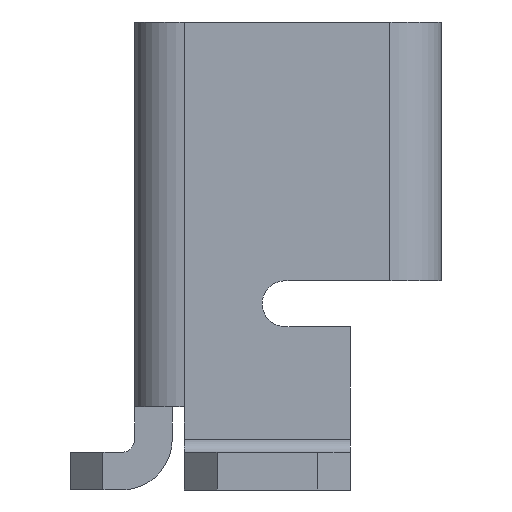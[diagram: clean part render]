
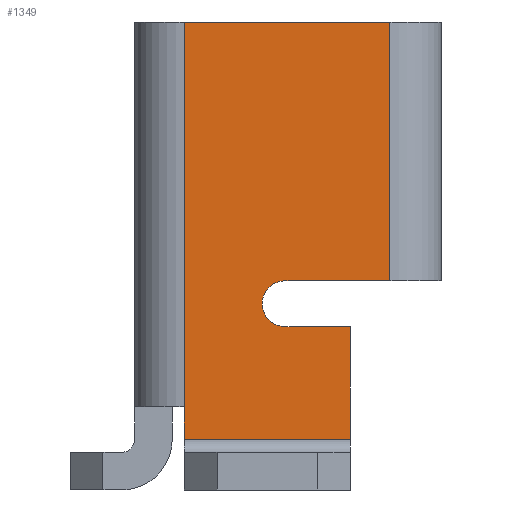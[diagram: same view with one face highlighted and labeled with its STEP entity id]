
A CAD part, front view. The second image highlights one B-rep face of the part: STEP entity #1349.
In plain terms, the highlighted planar face has unit normal (0, -1, 0).
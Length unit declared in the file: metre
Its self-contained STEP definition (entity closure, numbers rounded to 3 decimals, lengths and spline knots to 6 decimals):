
#70=LINE('',#2035,#230);
#71=LINE('',#2037,#231);
#72=LINE('',#2039,#232);
#73=LINE('',#2041,#233);
#74=LINE('',#2043,#234);
#75=LINE('',#2045,#235);
#76=LINE('',#2047,#236);
#77=LINE('',#2049,#237);
#230=VECTOR('',#1619,1.);
#231=VECTOR('',#1620,1.);
#232=VECTOR('',#1621,1.);
#233=VECTOR('',#1622,1.);
#234=VECTOR('',#1623,1.);
#235=VECTOR('',#1624,1.);
#236=VECTOR('',#1625,1.);
#237=VECTOR('',#1626,1.);
#406=ORIENTED_EDGE('',*,*,#808,.F.);
#407=ORIENTED_EDGE('',*,*,#809,.T.);
#408=ORIENTED_EDGE('',*,*,#810,.T.);
#409=ORIENTED_EDGE('',*,*,#811,.F.);
#410=ORIENTED_EDGE('',*,*,#812,.F.);
#411=ORIENTED_EDGE('',*,*,#813,.F.);
#412=ORIENTED_EDGE('',*,*,#814,.T.);
#413=ORIENTED_EDGE('',*,*,#815,.T.);
#414=ORIENTED_EDGE('',*,*,#816,.T.);
#808=EDGE_CURVE('',#1006,#1007,#1110,.T.);
#809=EDGE_CURVE('',#1006,#1008,#70,.T.);
#810=EDGE_CURVE('',#1008,#1009,#71,.T.);
#811=EDGE_CURVE('',#1010,#1009,#72,.T.);
#812=EDGE_CURVE('',#1011,#1010,#73,.T.);
#813=EDGE_CURVE('',#1012,#1011,#74,.T.);
#814=EDGE_CURVE('',#1012,#1013,#75,.T.);
#815=EDGE_CURVE('',#1013,#1014,#76,.T.);
#816=EDGE_CURVE('',#1014,#1007,#77,.T.);
#1006=VERTEX_POINT('',#2033);
#1007=VERTEX_POINT('',#2034);
#1008=VERTEX_POINT('',#2036);
#1009=VERTEX_POINT('',#2038);
#1010=VERTEX_POINT('',#2040);
#1011=VERTEX_POINT('',#2042);
#1012=VERTEX_POINT('',#2044);
#1013=VERTEX_POINT('',#2046);
#1014=VERTEX_POINT('',#2048);
#1110=CIRCLE('',#1447,0.00035);
#1149=EDGE_LOOP('',(#406,#407,#408,#409,#410,#411,#412,#413,#414));
#1223=FACE_BOUND('',#1149,.T.);
#1295=PLANE('',#1446);
#1349=ADVANCED_FACE('',(#1223),#1295,.T.);
#1446=AXIS2_PLACEMENT_3D('',#2031,#1615,#1616);
#1447=AXIS2_PLACEMENT_3D('',#2032,#1617,#1618);
#1615=DIRECTION('',(0.,-1.,0.));
#1616=DIRECTION('',(0.,0.,-1.));
#1617=DIRECTION('',(0.,-1.,0.));
#1618=DIRECTION('',(0.,0.,-1.));
#1619=DIRECTION('',(1.,0.,0.));
#1620=DIRECTION('',(0.,0.,1.));
#1621=DIRECTION('',(1.,0.,0.));
#1622=DIRECTION('',(0.,0.,1.));
#1623=DIRECTION('',(0.,0.,1.));
#1624=DIRECTION('',(1.,0.,0.));
#1625=DIRECTION('',(0.,0.,1.));
#1626=DIRECTION('',(-1.,0.,0.));
#2031=CARTESIAN_POINT('',(-0.004543,-0.001905,-0.252158));
#2032=CARTESIAN_POINT('',(-0.004575,-0.001905,0.00285));
#2033=CARTESIAN_POINT('',(-0.004575,-0.001905,0.0032));
#2034=CARTESIAN_POINT('',(-0.004575,-0.001905,0.0025));
#2035=CARTESIAN_POINT('',(-0.003075,-0.001905,0.0032));
#2036=CARTESIAN_POINT('',(-0.002971,-0.001905,0.0032));
#2037=CARTESIAN_POINT('',(-0.002971,-0.001905,-0.252158));
#2038=CARTESIAN_POINT('',(-0.002971,-0.001905,0.00716));
#2039=CARTESIAN_POINT('',(-0.004543,-0.001905,0.00716));
#2040=CARTESIAN_POINT('',(-0.006115,-0.001905,0.00716));
#2041=CARTESIAN_POINT('',(-0.006115,-0.001905,-0.252158));
#2042=CARTESIAN_POINT('',(-0.006115,-0.001905,0.001275));
#2043=CARTESIAN_POINT('',(-0.006115,-0.001905,0.001025));
#2044=CARTESIAN_POINT('',(-0.006115,-0.001905,0.000775));
#2045=CARTESIAN_POINT('',(-0.006117,-0.001905,0.000775));
#2046=CARTESIAN_POINT('',(-0.003575,-0.001905,0.000775));
#2047=CARTESIAN_POINT('',(-0.003575,-0.001905,0.001025));
#2048=CARTESIAN_POINT('',(-0.003575,-0.001905,0.0025));
#2049=CARTESIAN_POINT('',(-0.004075,-0.001905,0.0025));
